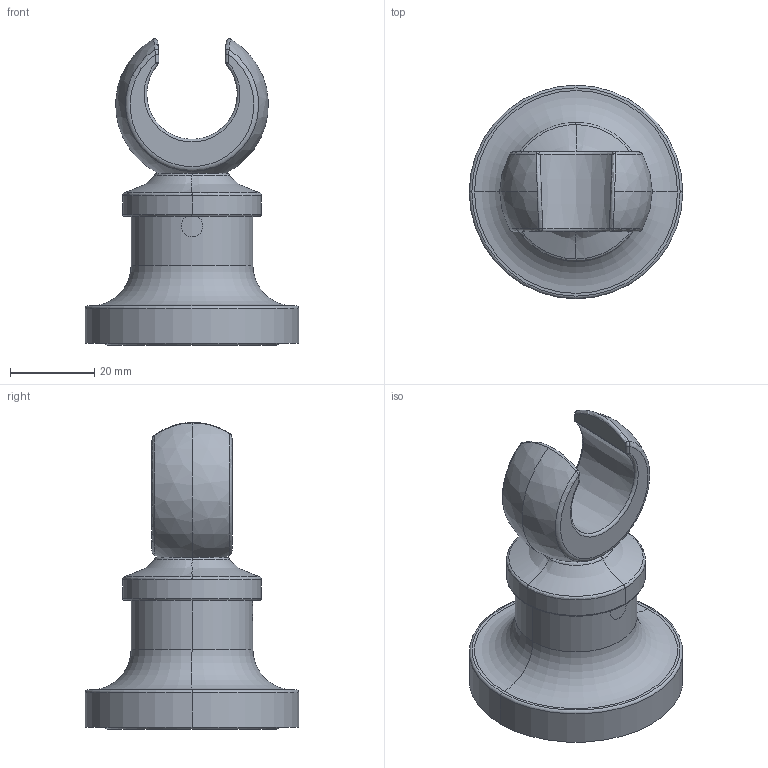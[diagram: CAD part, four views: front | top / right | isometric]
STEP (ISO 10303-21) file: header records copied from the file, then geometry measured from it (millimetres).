
FILE_DESCRIPTION((''),'2;1');
FILE_NAME('296_SW0001','2010-11-16T',('project'),(''),'PRO/ENGINEER BY PARAMETRIC TECHNOLOGY CORPORATION, 2009300','PRO/ENGINEER BY PARAMETRIC TECHNOLOGY CORPORATION, 2009300','');
FILE_SCHEMA(('CONFIG_CONTROL_DESIGN'));
Length unit declared in the file: inch
Products named in the file (1): 296_SW0001
Bounding box: 50.8 x 50.8 x 73 mm (x, y, z)
Surface area: 14228 mm2 (no closed solid volume)
Topology: 0 solids, 6 shells, 58 faces, 128 edges, 74 vertices
Faces by surface type: bspline 18, torus 14, cylinder 12, plane 7, sphere 6, cone 1
Entity records: 2735 total; most frequent: CARTESIAN_POINT 1506, DIRECTION 260, ORIENTED_EDGE 236, EDGE_CURVE 128, AXIS2_PLACEMENT_3D 122, CIRCLE 82, VERTEX_POINT 74, EDGE_LOOP 58
